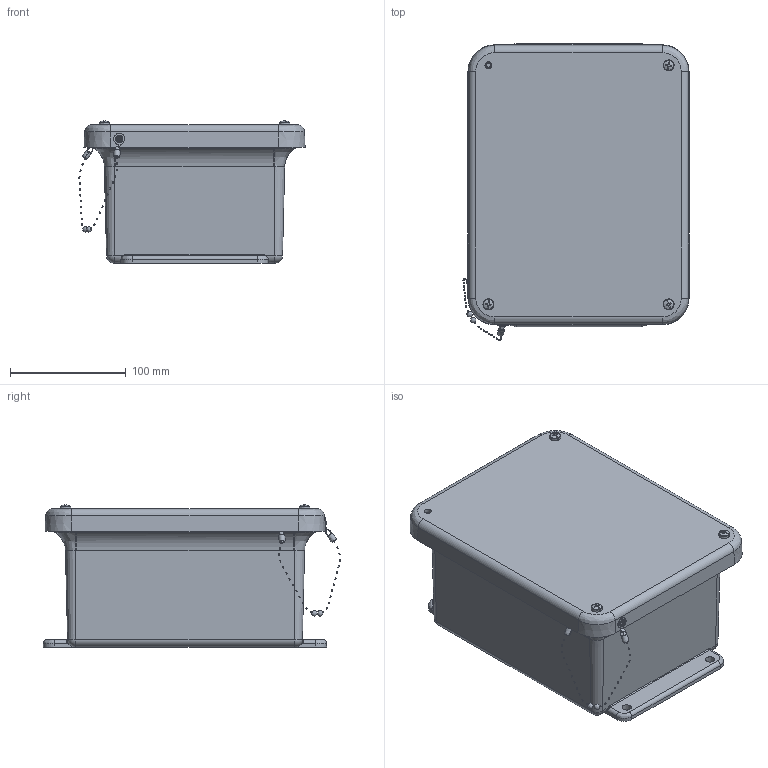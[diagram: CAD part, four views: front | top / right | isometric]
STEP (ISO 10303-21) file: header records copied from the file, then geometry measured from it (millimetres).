
FILE_DESCRIPTION (( 'STEP AP214' ), '1' );
FILE_NAME ('M806W.STEP', '2018-11-06T15:05:46', ( '' ), ( '' ), 'SwSTEP 2.0', 'SolidWorks 2018', '' );
FILE_SCHEMA (( 'AUTOMOTIVE_DESIGN' ));
Length unit declared in the file: inch
Products named in the file (1): M806W
Bounding box: 195.26 x 256.58 x 122.68 mm (x, y, z)
Volume: 733578.9 mm3; surface area: 376865 mm2
Topology: 44 solids, 44 shells, 777 faces, 1801 edges, 1125 vertices
Faces by surface type: cylinder 246, bspline 191, cone 169, plane 167, torus 4
Full cylindrical faces by diameter (mm): 3.175 x2, 3.2 x1, 3.556 x4, 3.683 x4, 3.861 x5, 3.962 x7, 3.967 x60, 4.762 x2, 4.826 x60, 5.537 x4, 6.35 x2, 6.858 x8, 7.188 x1
Entity records: 36562 total; most frequent: CARTESIAN_POINT 12244, DIRECTION 2690, ORIENTED_EDGE 2662, EDGE_CURVE 1331, EDGE_LOOP 1166, AXIS2_PLACEMENT_3D 1161, VERTEX_POINT 985, FACE_OUTER_BOUND 914
